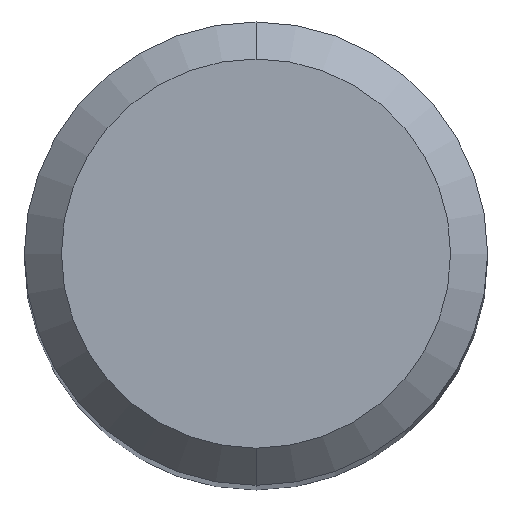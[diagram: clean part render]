
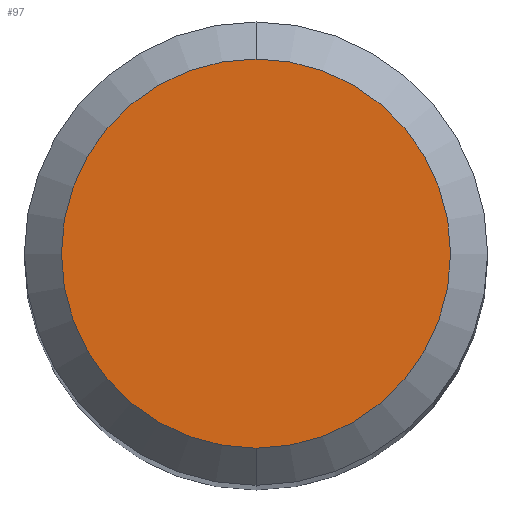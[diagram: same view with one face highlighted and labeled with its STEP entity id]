
A CAD part, top view. The second image highlights one B-rep face of the part: STEP entity #97.
In plain terms, the highlighted planar face has unit normal (0, 0, 1).
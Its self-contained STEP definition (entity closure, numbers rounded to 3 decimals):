
#80=PLANE('',#402);
#97=ADVANCED_FACE('',(#116),#80,.T.);
#116=FACE_OUTER_BOUND('',#131,.T.);
#131=EDGE_LOOP('',(#181,#182));
#181=ORIENTED_EDGE('',*,*,#244,.F.);
#182=ORIENTED_EDGE('',*,*,#245,.F.);
#216=VERTEX_POINT('',#611);
#217=VERTEX_POINT('',#612);
#244=EDGE_CURVE('',#216,#217,#277,.T.);
#245=EDGE_CURVE('',#217,#216,#278,.T.);
#277=CIRCLE('',#400,4.2);
#278=CIRCLE('',#401,4.2);
#400=AXIS2_PLACEMENT_3D('',#610,#488,#489);
#401=AXIS2_PLACEMENT_3D('',#613,#490,#491);
#402=AXIS2_PLACEMENT_3D('',#614,#492,#493);
#488=DIRECTION('',(0.,0.,-1.));
#489=DIRECTION('',(0.,1.,0.));
#490=DIRECTION('',(0.,0.,-1.));
#491=DIRECTION('',(0.,1.,0.));
#492=DIRECTION('',(0.,0.,1.));
#493=DIRECTION('',(0.,1.,0.));
#610=CARTESIAN_POINT('',(0.,0.,0.));
#611=CARTESIAN_POINT('',(0.,4.2,0.));
#612=CARTESIAN_POINT('',(0.,-4.2,0.));
#613=CARTESIAN_POINT('',(0.,0.,0.));
#614=CARTESIAN_POINT('',(0.,0.,0.));
